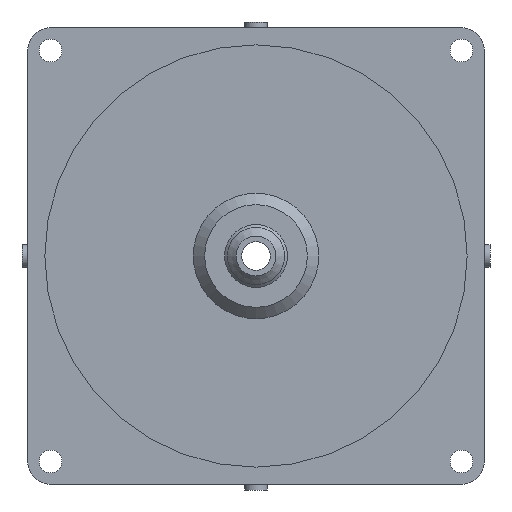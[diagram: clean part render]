
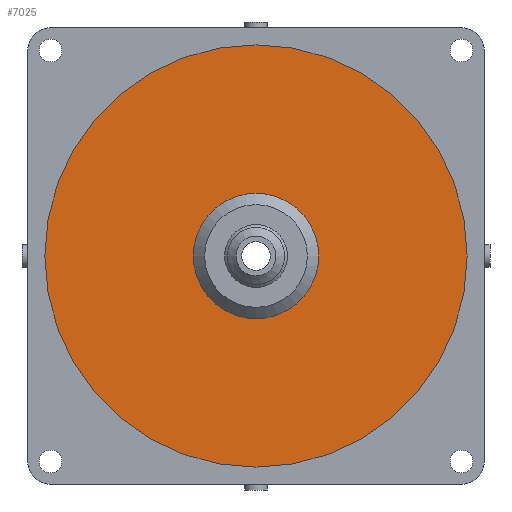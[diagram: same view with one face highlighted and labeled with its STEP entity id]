
A CAD part, front view. The second image highlights one B-rep face of the part: STEP entity #7025.
In plain terms, the highlighted planar face has unit normal (0, -1, 0).
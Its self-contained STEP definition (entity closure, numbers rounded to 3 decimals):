
#229=FACE_BOUND('',#1087,.T.);
#469=PLANE('',#7550);
#649=FACE_OUTER_BOUND('',#1086,.T.);
#1086=EDGE_LOOP('',(#4913));
#1087=EDGE_LOOP('',(#4914));
#2772=CIRCLE('',#7549,11.);
#2773=CIRCLE('',#7551,37.);
#3195=VERTEX_POINT('',#10702);
#3196=VERTEX_POINT('',#10706);
#3855=EDGE_CURVE('',#3195,#3195,#2772,.T.);
#3856=EDGE_CURVE('',#3196,#3196,#2773,.T.);
#4913=ORIENTED_EDGE('',*,*,#3856,.T.);
#4914=ORIENTED_EDGE('',*,*,#3855,.F.);
#7025=ADVANCED_FACE('',(#649,#229),#469,.T.);
#7549=AXIS2_PLACEMENT_3D('',#10704,#8499,#8500);
#7550=AXIS2_PLACEMENT_3D('',#10705,#8501,#8502);
#7551=AXIS2_PLACEMENT_3D('',#10707,#8503,#8504);
#8499=DIRECTION('center_axis',(0.,-1.,0.));
#8500=DIRECTION('ref_axis',(1.,0.,0.));
#8501=DIRECTION('center_axis',(0.,-1.,0.));
#8502=DIRECTION('ref_axis',(1.,0.,0.));
#8503=DIRECTION('center_axis',(0.,-1.,0.));
#8504=DIRECTION('ref_axis',(1.,0.,0.));
#10702=CARTESIAN_POINT('',(-11.,-3.,0.));
#10704=CARTESIAN_POINT('Origin',(0.,-3.,0.));
#10705=CARTESIAN_POINT('Origin',(0.,-3.,0.));
#10706=CARTESIAN_POINT('',(-37.,-3.,0.));
#10707=CARTESIAN_POINT('Origin',(0.,-3.,0.));
